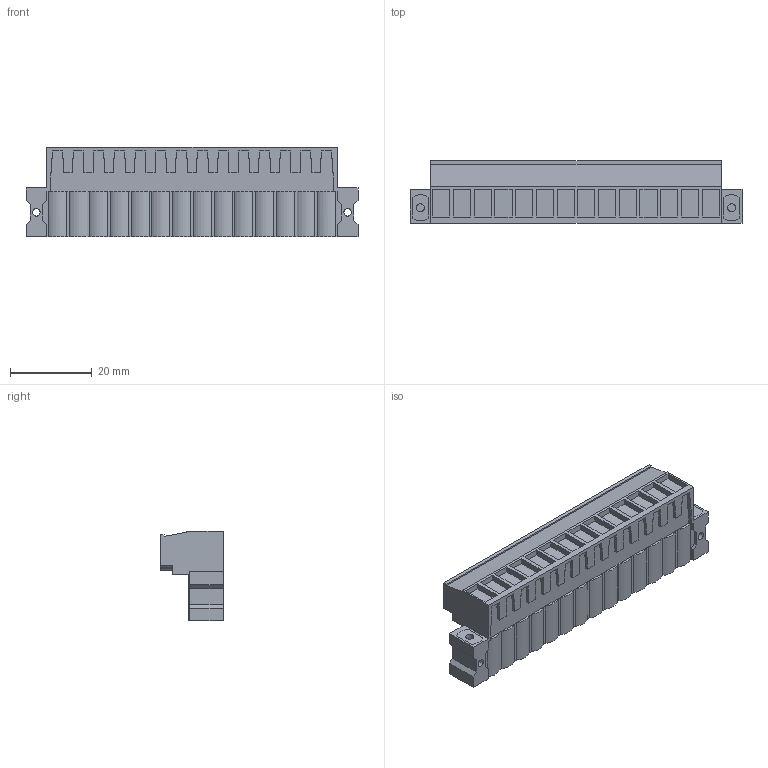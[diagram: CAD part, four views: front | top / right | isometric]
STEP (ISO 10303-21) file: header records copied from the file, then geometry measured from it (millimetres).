
FILE_DESCRIPTION(('CATIA V5 STEP Exchange','CAx-IF Rec.Pracs.--- Model Styling and Organization---1.2---2011-12-15'),'2;1');
FILE_NAME ('D1457475_0_1846480000_1846480000.stp','2017-05-17T11:16:08+00:00',('none'),('Weidmueller'),'CATIA Version 5-6 Release 2014','CATIA V5 STEP AP214','none');
FILE_SCHEMA(('AUTOMOTIVE_DESIGN { 1 0 10303 214 1 1 1 1 }'));
Length unit declared in the file: millimetre
Products named in the file (1): 1846480000
Bounding box: 81.38 x 15.38 x 22.05 mm (x, y, z)
Volume: 13010.7 mm3; surface area: 11483.6 mm2
Topology: 33 solids, 33 shells, 1066 faces, 2885 edges, 1948 vertices
Faces by surface type: plane 800, cylinder 210, extrusion 56
Entity records: 32226 total; most frequent: CARTESIAN_POINT 7284, ORIENTED_EDGE 5770, DIRECTION 3903, EDGE_CURVE 2885, VECTOR 2345, LINE 2289, VERTEX_POINT 1948, EDGE_LOOP 1169
